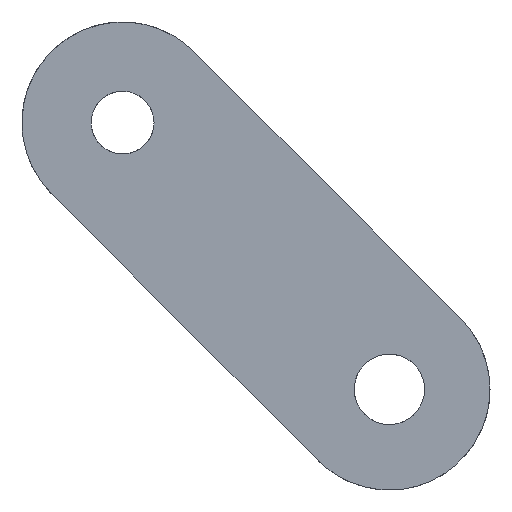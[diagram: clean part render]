
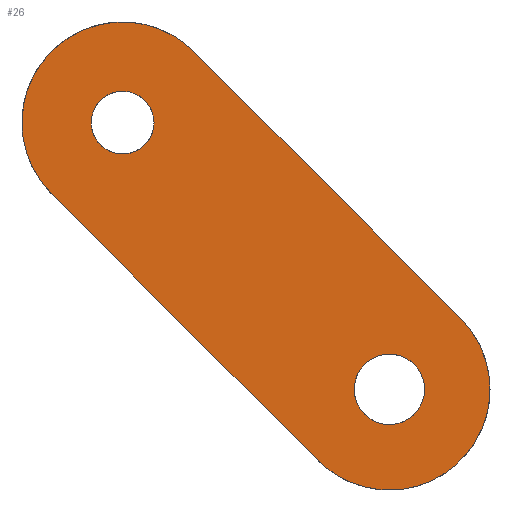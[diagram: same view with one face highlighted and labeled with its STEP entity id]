
A CAD part, front view. The second image highlights one B-rep face of the part: STEP entity #26.
In plain terms, the highlighted planar face has unit normal (0, -1, 0).
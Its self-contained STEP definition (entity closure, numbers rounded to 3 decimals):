
#16=FACE_BOUND('',#67,.T.);
#17=FACE_BOUND('',#68,.T.);
#26=ADVANCED_FACE('',(#45,#16,#17),#289,.T.);
#45=FACE_OUTER_BOUND('',#66,.T.);
#66=EDGE_LOOP('',(#111,#112,#113,#114));
#67=EDGE_LOOP('',(#115,#116));
#68=EDGE_LOOP('',(#117,#118));
#111=ORIENTED_EDGE('',*,*,#178,.T.);
#112=ORIENTED_EDGE('',*,*,#177,.F.);
#113=ORIENTED_EDGE('',*,*,#181,.F.);
#114=ORIENTED_EDGE('',*,*,#186,.F.);
#115=ORIENTED_EDGE('',*,*,#200,.F.);
#116=ORIENTED_EDGE('',*,*,#170,.F.);
#117=ORIENTED_EDGE('',*,*,#195,.T.);
#118=ORIENTED_EDGE('',*,*,#211,.T.);
#170=EDGE_CURVE('',#258,#275,#222,.T.);
#177=EDGE_CURVE('',#265,#266,#227,.T.);
#178=EDGE_CURVE('',#268,#266,#215,.T.);
#181=EDGE_CURVE('',#270,#265,#218,.T.);
#186=EDGE_CURVE('',#268,#270,#230,.T.);
#195=EDGE_CURVE('',#274,#283,#239,.T.);
#200=EDGE_CURVE('',#275,#258,#244,.T.);
#211=EDGE_CURVE('',#283,#274,#255,.T.);
#215=B_SPLINE_CURVE_WITH_KNOTS('',1,(#517,#518),.UNSPECIFIED.,.F.,.F.,(2,
2),(12.,16.),.UNSPECIFIED.);
#218=B_SPLINE_CURVE_WITH_KNOTS('',1,(#523,#524),.UNSPECIFIED.,.F.,.F.,(2,
2),(12.,16.),.UNSPECIFIED.);
#222=(
BOUNDED_CURVE()
B_SPLINE_CURVE(2,(#488,#489,#490,#491,#492),.UNSPECIFIED.,.F.,.F.)
B_SPLINE_CURVE_WITH_KNOTS((3,2,3),(0.,2.199,4.398),
 .UNSPECIFIED.)
CURVE()
GEOMETRIC_REPRESENTATION_ITEM()
RATIONAL_B_SPLINE_CURVE((1.,0.707,1.,0.707,1.))
REPRESENTATION_ITEM('')
);
#227=(
BOUNDED_CURVE()
B_SPLINE_CURVE(2,(#512,#513,#514,#515,#516),.UNSPECIFIED.,.F.,.F.)
B_SPLINE_CURVE_WITH_KNOTS((3,2,3),(6.283,12.566,18.85),
 .UNSPECIFIED.)
CURVE()
GEOMETRIC_REPRESENTATION_ITEM()
RATIONAL_B_SPLINE_CURVE((1.,0.707,1.,0.707,1.))
REPRESENTATION_ITEM('')
);
#230=(
BOUNDED_CURVE()
B_SPLINE_CURVE(2,(#537,#538,#539,#540,#541,#542,#543),.UNSPECIFIED.,.F.,
 .F.)
B_SPLINE_CURVE_WITH_KNOTS((3,2,2,3),(-21.991,-18.85,
-12.566,-9.425),.UNSPECIFIED.)
CURVE()
GEOMETRIC_REPRESENTATION_ITEM()
RATIONAL_B_SPLINE_CURVE((1.,0.924,1.,0.707,1.,0.924,
1.))
REPRESENTATION_ITEM('')
);
#239=(
BOUNDED_CURVE()
B_SPLINE_CURVE(2,(#575,#576,#577,#578,#579),.UNSPECIFIED.,.F.,.F.)
B_SPLINE_CURVE_WITH_KNOTS((3,2,3),(-7.854,-5.89,
-3.927),.UNSPECIFIED.)
CURVE()
GEOMETRIC_REPRESENTATION_ITEM()
RATIONAL_B_SPLINE_CURVE((1.,0.707,1.,0.707,1.))
REPRESENTATION_ITEM('')
);
#244=(
BOUNDED_CURVE()
B_SPLINE_CURVE(2,(#594,#595,#596,#597,#598),.UNSPECIFIED.,.F.,.F.)
B_SPLINE_CURVE_WITH_KNOTS((3,2,3),(4.398,6.597,8.796),
 .UNSPECIFIED.)
CURVE()
GEOMETRIC_REPRESENTATION_ITEM()
RATIONAL_B_SPLINE_CURVE((1.,0.707,1.,0.707,1.))
REPRESENTATION_ITEM('')
);
#255=(
BOUNDED_CURVE()
B_SPLINE_CURVE(2,(#633,#634,#635,#636,#637),.UNSPECIFIED.,.F.,.F.)
B_SPLINE_CURVE_WITH_KNOTS((3,2,3),(-3.927,-1.963,
0.),.UNSPECIFIED.)
CURVE()
GEOMETRIC_REPRESENTATION_ITEM()
RATIONAL_B_SPLINE_CURVE((1.,0.707,1.,0.707,1.))
REPRESENTATION_ITEM('')
);
#258=VERTEX_POINT('',#456);
#265=VERTEX_POINT('',#463);
#266=VERTEX_POINT('',#464);
#268=VERTEX_POINT('',#466);
#270=VERTEX_POINT('',#468);
#274=VERTEX_POINT('',#472);
#275=VERTEX_POINT('',#473);
#283=VERTEX_POINT('',#481);
#289=PLANE('',#399);
#399=AXIS2_PLACEMENT_3D('',#443,#421,$);
#421=DIRECTION('',(0.,-1.,0.));
#443=CARTESIAN_POINT('',(56.569,-20.136,-66.765));
#456=CARTESIAN_POINT('',(12.007,-20.136,-77.371));
#463=CARTESIAN_POINT('',(-2.828,-20.136,-69.593));
#464=CARTESIAN_POINT('',(2.828,-20.136,-63.936));
#466=CARTESIAN_POINT('',(13.435,-20.136,-74.543));
#468=CARTESIAN_POINT('',(7.778,-20.136,-80.2));
#472=CARTESIAN_POINT('',(1.25,-20.136,-66.765));
#473=CARTESIAN_POINT('',(9.207,-20.136,-77.371));
#481=CARTESIAN_POINT('',(-1.25,-20.136,-66.765));
#488=CARTESIAN_POINT('',(12.007,-20.136,-77.371));
#489=CARTESIAN_POINT('',(12.007,-20.136,-75.971));
#490=CARTESIAN_POINT('',(10.607,-20.136,-75.971));
#491=CARTESIAN_POINT('',(9.207,-20.136,-75.971));
#492=CARTESIAN_POINT('',(9.207,-20.136,-77.371));
#512=CARTESIAN_POINT('',(-2.828,-20.136,-69.593));
#513=CARTESIAN_POINT('',(-5.657,-20.136,-66.765));
#514=CARTESIAN_POINT('',(-2.828,-20.136,-63.936));
#515=CARTESIAN_POINT('',(0.,-20.136,-61.108));
#516=CARTESIAN_POINT('',(2.828,-20.136,-63.936));
#517=CARTESIAN_POINT('',(13.435,-20.136,-74.543));
#518=CARTESIAN_POINT('',(2.828,-20.136,-63.936));
#523=CARTESIAN_POINT('',(7.778,-20.136,-80.2));
#524=CARTESIAN_POINT('',(-2.828,-20.136,-69.593));
#537=CARTESIAN_POINT('',(13.435,-20.136,-74.543));
#538=CARTESIAN_POINT('',(14.607,-20.136,-75.714));
#539=CARTESIAN_POINT('',(14.607,-20.136,-77.371));
#540=CARTESIAN_POINT('',(14.607,-20.136,-81.371));
#541=CARTESIAN_POINT('',(10.607,-20.136,-81.371));
#542=CARTESIAN_POINT('',(8.95,-20.136,-81.371));
#543=CARTESIAN_POINT('',(7.778,-20.136,-80.2));
#575=CARTESIAN_POINT('',(1.25,-20.136,-66.765));
#576=CARTESIAN_POINT('',(1.25,-20.136,-68.015));
#577=CARTESIAN_POINT('',(0.,-20.136,-68.015));
#578=CARTESIAN_POINT('',(-1.25,-20.136,-68.015));
#579=CARTESIAN_POINT('',(-1.25,-20.136,-66.765));
#594=CARTESIAN_POINT('',(9.207,-20.136,-77.371));
#595=CARTESIAN_POINT('',(9.207,-20.136,-78.771));
#596=CARTESIAN_POINT('',(10.607,-20.136,-78.771));
#597=CARTESIAN_POINT('',(12.007,-20.136,-78.771));
#598=CARTESIAN_POINT('',(12.007,-20.136,-77.371));
#633=CARTESIAN_POINT('',(-1.25,-20.136,-66.765));
#634=CARTESIAN_POINT('',(-1.25,-20.136,-65.515));
#635=CARTESIAN_POINT('',(0.,-20.136,-65.515));
#636=CARTESIAN_POINT('',(1.25,-20.136,-65.515));
#637=CARTESIAN_POINT('',(1.25,-20.136,-66.765));
